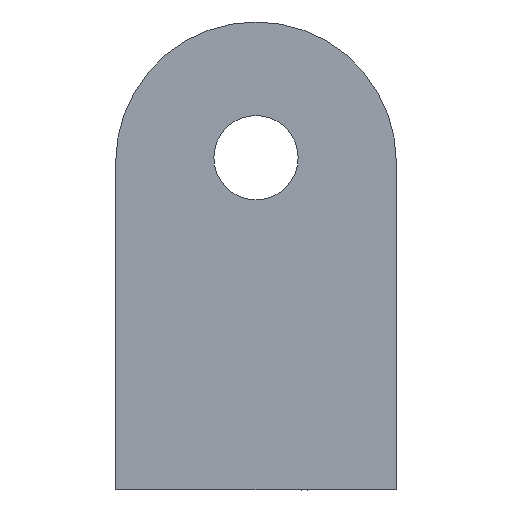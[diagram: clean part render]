
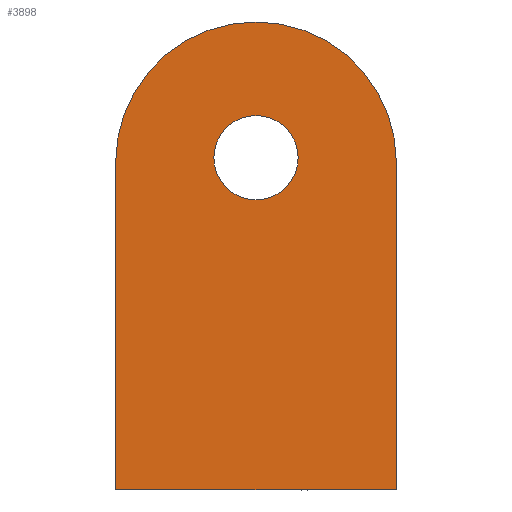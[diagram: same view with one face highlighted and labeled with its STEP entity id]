
A CAD part, left-side view. The second image highlights one B-rep face of the part: STEP entity #3898.
In plain terms, the highlighted planar face has unit normal (-1, 0, 0).
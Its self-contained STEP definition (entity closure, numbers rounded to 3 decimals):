
#197 = CIRCLE ( 'NONE', #5941, 15. ) ;
#674 = LINE ( 'NONE', #2994, #9979 ) ;
#707 = DIRECTION ( 'NONE',  ( 1., 0., 0. ) ) ;
#1097 = DIRECTION ( 'NONE',  ( 0., 0., -1. ) ) ;
#1145 = CARTESIAN_POINT ( 'NONE',  ( -2., 15., 35. ) ) ;
#1347 = ORIENTED_EDGE ( 'NONE', *, *, #10235, .T. ) ;
#1476 = AXIS2_PLACEMENT_3D ( 'NONE', #2597, #5609, #2671 ) ;
#1678 = CARTESIAN_POINT ( 'NONE',  ( -2., 0., 35.5 ) ) ;
#1900 = EDGE_CURVE ( 'NONE', #2826, #6583, #197, .T. ) ;
#2116 = ORIENTED_EDGE ( 'NONE', *, *, #13022, .T. ) ;
#2342 = EDGE_CURVE ( 'NONE', #9341, #9967, #5876, .T. ) ;
#2387 = ORIENTED_EDGE ( 'NONE', *, *, #2342, .T. ) ;
#2520 = CARTESIAN_POINT ( 'NONE',  ( -2., 0., 35. ) ) ;
#2597 = CARTESIAN_POINT ( 'NONE',  ( -2., 0., 35. ) ) ;
#2638 = CARTESIAN_POINT ( 'NONE',  ( -2., 0., 35. ) ) ;
#2671 = DIRECTION ( 'NONE',  ( 0., 0., 1. ) ) ;
#2700 = CARTESIAN_POINT ( 'NONE',  ( -2., 0., 35.5 ) ) ;
#2706 = DIRECTION ( 'NONE',  ( 0., 0., -1. ) ) ;
#2826 = VERTEX_POINT ( 'NONE', #8374 ) ;
#2958 = CARTESIAN_POINT ( 'NONE',  ( -2., 0., 50. ) ) ;
#2994 = CARTESIAN_POINT ( 'NONE',  ( -2., -15., 0. ) ) ;
#3182 = CIRCLE ( 'NONE', #6719, 4.5 ) ;
#3200 = VECTOR ( 'NONE', #1097, 1000. ) ;
#3898 = ADVANCED_FACE ( 'NONE', ( #3950, #5383 ), #5562, .T. ) ;
#3950 = FACE_BOUND ( 'NONE', #4361, .T. ) ;
#4157 = ORIENTED_EDGE ( 'NONE', *, *, #12629, .T. ) ;
#4361 = EDGE_LOOP ( 'NONE', ( #2116, #4157 ) ) ;
#4598 = DIRECTION ( 'NONE',  ( -1., 0., 0. ) ) ;
#4929 = CARTESIAN_POINT ( 'NONE',  ( -2., -15., 0. ) ) ;
#4993 = VERTEX_POINT ( 'NONE', #8441 ) ;
#5049 = CIRCLE ( 'NONE', #9712, 4.5 ) ;
#5383 = FACE_OUTER_BOUND ( 'NONE', #12891, .T. ) ;
#5562 = PLANE ( 'NONE',  #1476 ) ;
#5609 = DIRECTION ( 'NONE',  ( -1., 0., 0. ) ) ;
#5876 = LINE ( 'NONE', #1145, #3200 ) ;
#5941 = AXIS2_PLACEMENT_3D ( 'NONE', #2520, #11572, #12792 ) ;
#6577 = CARTESIAN_POINT ( 'NONE',  ( -2., 0., 40. ) ) ;
#6583 = VERTEX_POINT ( 'NONE', #2958 ) ;
#6719 = AXIS2_PLACEMENT_3D ( 'NONE', #2700, #707, #11753 ) ;
#6814 = DIRECTION ( 'NONE',  ( 1., 0., 0. ) ) ;
#6818 = LINE ( 'NONE', #12520, #11823 ) ;
#7075 = EDGE_CURVE ( 'NONE', #9967, #12350, #6818, .T. ) ;
#7492 = CIRCLE ( 'NONE', #8589, 15. ) ;
#8298 = CARTESIAN_POINT ( 'NONE',  ( -2., 15., 0. ) ) ;
#8374 = CARTESIAN_POINT ( 'NONE',  ( -2., -15., 35. ) ) ;
#8441 = CARTESIAN_POINT ( 'NONE',  ( -2., 0., 31. ) ) ;
#8589 = AXIS2_PLACEMENT_3D ( 'NONE', #2638, #4598, #12628 ) ;
#8604 = VERTEX_POINT ( 'NONE', #6577 ) ;
#8624 = DIRECTION ( 'NONE',  ( 0., -1., 0. ) ) ;
#8752 = ORIENTED_EDGE ( 'NONE', *, *, #8811, .T. ) ;
#8811 = EDGE_CURVE ( 'NONE', #12350, #2826, #674, .T. ) ;
#9341 = VERTEX_POINT ( 'NONE', #9351 ) ;
#9351 = CARTESIAN_POINT ( 'NONE',  ( -2., 15., 35. ) ) ;
#9712 = AXIS2_PLACEMENT_3D ( 'NONE', #1678, #6814, #2706 ) ;
#9921 = DIRECTION ( 'NONE',  ( 0., 0., 1. ) ) ;
#9967 = VERTEX_POINT ( 'NONE', #8298 ) ;
#9979 = VECTOR ( 'NONE', #9921, 1000. ) ;
#10235 = EDGE_CURVE ( 'NONE', #6583, #9341, #7492, .T. ) ;
#10526 = ORIENTED_EDGE ( 'NONE', *, *, #7075, .T. ) ;
#11572 = DIRECTION ( 'NONE',  ( -1., 0., 0. ) ) ;
#11753 = DIRECTION ( 'NONE',  ( 0., 0., -1. ) ) ;
#11823 = VECTOR ( 'NONE', #8624, 1000. ) ;
#12350 = VERTEX_POINT ( 'NONE', #4929 ) ;
#12520 = CARTESIAN_POINT ( 'NONE',  ( -2., 15., 0. ) ) ;
#12628 = DIRECTION ( 'NONE',  ( 0., 0., 1. ) ) ;
#12629 = EDGE_CURVE ( 'NONE', #8604, #4993, #3182, .T. ) ;
#12752 = ORIENTED_EDGE ( 'NONE', *, *, #1900, .T. ) ;
#12792 = DIRECTION ( 'NONE',  ( 0., 0., 1. ) ) ;
#12891 = EDGE_LOOP ( 'NONE', ( #12752, #1347, #2387, #10526, #8752 ) ) ;
#13022 = EDGE_CURVE ( 'NONE', #4993, #8604, #5049, .T. ) ;
